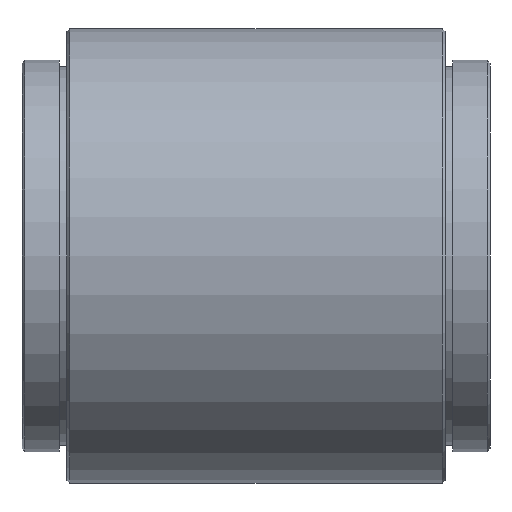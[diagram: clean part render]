
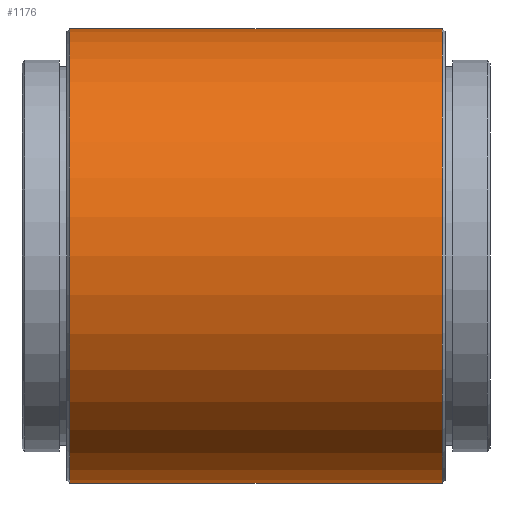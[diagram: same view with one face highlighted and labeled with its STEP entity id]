
A CAD part, front view. The second image highlights one B-rep face of the part: STEP entity #1176.
In plain terms, the highlighted cylindrical face has radius 15.25 mm (diameter 30.5 mm), a partial arc.
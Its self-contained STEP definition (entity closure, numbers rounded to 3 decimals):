
#52 = EDGE_CURVE ( 'NONE', #963, #1043, #335, .T. ) ;
#119 = DIRECTION ( 'NONE',  ( 0., 0., -1. ) ) ;
#213 = CARTESIAN_POINT ( 'NONE',  ( 3.2, 0., 15.25 ) ) ;
#217 = CARTESIAN_POINT ( 'NONE',  ( 3.2, 0., -15.25 ) ) ;
#294 = DIRECTION ( 'NONE',  ( 0., 0., 1. ) ) ;
#334 = AXIS2_PLACEMENT_3D ( 'NONE', #778, #668, #294 ) ;
#335 = LINE ( 'NONE', #1111, #752 ) ;
#346 = ORIENTED_EDGE ( 'NONE', *, *, #691, .T. ) ;
#402 = DIRECTION ( 'NONE',  ( 0., 0., 1. ) ) ;
#441 = CARTESIAN_POINT ( 'NONE',  ( -378.361, 0., 15.25 ) ) ;
#462 = AXIS2_PLACEMENT_3D ( 'NONE', #939, #909, #119 ) ;
#549 = CARTESIAN_POINT ( 'NONE',  ( 28.2, 0., -15.25 ) ) ;
#584 = VERTEX_POINT ( 'NONE', #213 ) ;
#625 = EDGE_CURVE ( 'NONE', #737, #584, #927, .T. ) ;
#656 = CIRCLE ( 'NONE', #462, 15.25 ) ;
#668 = DIRECTION ( 'NONE',  ( -1., 0., 0. ) ) ;
#691 = EDGE_CURVE ( 'NONE', #584, #1043, #656, .T. ) ;
#737 = VERTEX_POINT ( 'NONE', #739 ) ;
#739 = CARTESIAN_POINT ( 'NONE',  ( 28.2, 0., 15.25 ) ) ;
#752 = VECTOR ( 'NONE', #923, 1000. ) ;
#769 = CIRCLE ( 'NONE', #334, 15.25 ) ;
#778 = CARTESIAN_POINT ( 'NONE',  ( 28.2, 0., 0. ) ) ;
#782 = ORIENTED_EDGE ( 'NONE', *, *, #1142, .T. ) ;
#817 = ORIENTED_EDGE ( 'NONE', *, *, #52, .F. ) ;
#825 = ORIENTED_EDGE ( 'NONE', *, *, #625, .T. ) ;
#897 = VECTOR ( 'NONE', #995, 1000. ) ;
#909 = DIRECTION ( 'NONE',  ( 1., 0., 0. ) ) ;
#923 = DIRECTION ( 'NONE',  ( -1., 0., 0. ) ) ;
#927 = LINE ( 'NONE', #441, #897 ) ;
#939 = CARTESIAN_POINT ( 'NONE',  ( 3.2, 0., 0. ) ) ;
#963 = VERTEX_POINT ( 'NONE', #549 ) ;
#995 = DIRECTION ( 'NONE',  ( -1., 0., 0. ) ) ;
#1038 = CYLINDRICAL_SURFACE ( 'NONE', #1208, 15.25 ) ;
#1043 = VERTEX_POINT ( 'NONE', #217 ) ;
#1047 = CARTESIAN_POINT ( 'NONE',  ( -378.361, 0., 0. ) ) ;
#1051 = DIRECTION ( 'NONE',  ( -1., 0., 0. ) ) ;
#1106 = EDGE_LOOP ( 'NONE', ( #817, #782, #825, #346 ) ) ;
#1111 = CARTESIAN_POINT ( 'NONE',  ( -378.361, 0., -15.25 ) ) ;
#1142 = EDGE_CURVE ( 'NONE', #963, #737, #769, .T. ) ;
#1156 = FACE_OUTER_BOUND ( 'NONE', #1106, .T. ) ;
#1176 = ADVANCED_FACE ( 'NONE', ( #1156 ), #1038, .T. ) ;
#1208 = AXIS2_PLACEMENT_3D ( 'NONE', #1047, #1051, #402 ) ;
